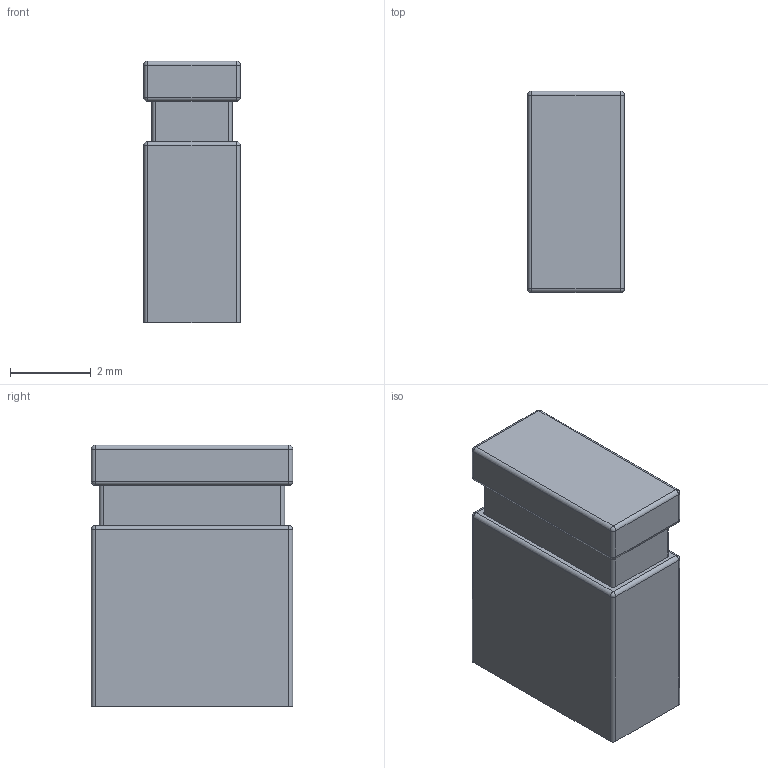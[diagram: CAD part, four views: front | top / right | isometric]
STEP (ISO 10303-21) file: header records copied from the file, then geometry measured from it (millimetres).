
FILE_DESCRIPTION(('FreeCAD Model'),'2;1');
FILE_NAME('JMP-TH-2-P2.54-2x1.step','2019-03-08T12:51:00',('kicad StepUp'),('ksu MCAD'), 'Open CASCADE STEP processor 7.3','FreeCAD','Unknown');
FILE_SCHEMA(('AUTOMOTIVE_DESIGN { 1 0 10303 214 1 1 1 1 }'));
Length unit declared in the file: millimetre
Products named in the file (1): JMP-TH-2-P2.54-2x1
Bounding box: 2.4 x 5 x 6.5 mm (x, y, z)
Volume: 34.7 mm3; surface area: 190.8 mm2
Topology: 1 solids, 1 shells, 57 faces, 132 edges, 68 vertices
Faces by surface type: cylinder 24, plane 21, sphere 12
Entity records: 1515 total; most frequent: DIRECTION 284, CARTESIAN_POINT 246, ORIENTED_EDGE 240, EDGE_CURVE 120, AXIS2_PLACEMENT_3D 106, LINE 72, VECTOR 72, VERTEX_POINT 68
